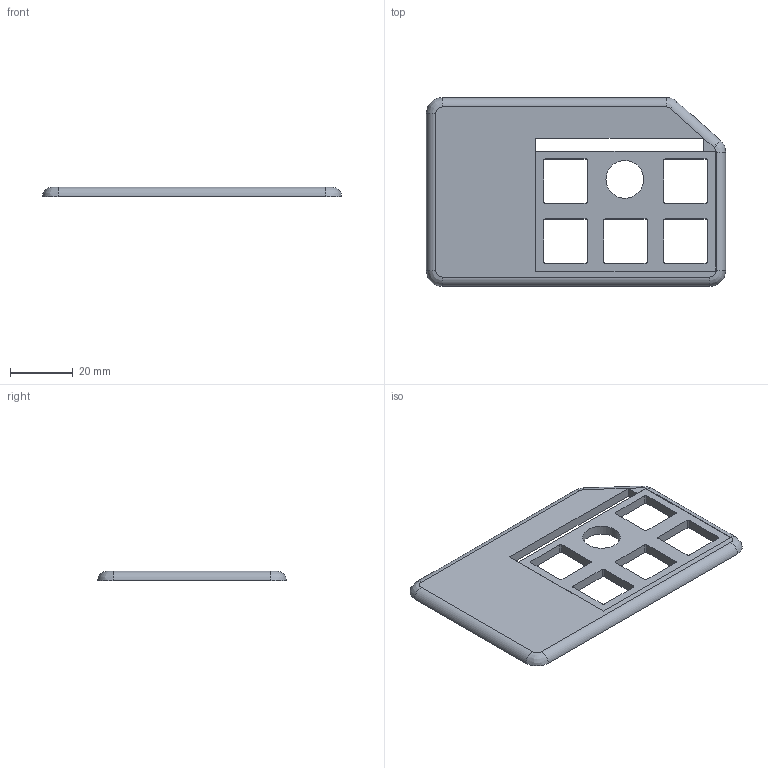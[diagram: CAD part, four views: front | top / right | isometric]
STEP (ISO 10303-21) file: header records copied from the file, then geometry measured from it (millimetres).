
FILE_DESCRIPTION(/* description */ (''),/* implementation_level */ '2;1');
FILE_NAME(/* name */ 'top_musicpad(1).step',/* time_stamp */ '2025-07-04T16:29:26+02:00',/* author */ (''),/* organization */ (''),/* preprocessor_version */ 'ST-DEVELOPER v20.1',/* originating_system */ 'Autodesk Translation Framework v14.10.0.0',/* authorisation */ '');
FILE_SCHEMA (('AUTOMOTIVE_DESIGN { 1 0 10303 214 3 1 1 }'));
Length unit declared in the file: millimetre
Products named in the file (2): musicpad; plate_musicpad
Assembly tree (1 placements, depth 2):
  musicpad
    plate_musicpad
Bounding box: 95 x 60 x 3 mm (x, y, z)
Volume: 12190.2 mm3; surface area: 11106.6 mm2
Topology: 2 solids, 2 shells, 68 faces, 192 edges, 128 vertices
Faces by surface type: plane 37, cylinder 26, bspline 5
Full cylindrical faces by diameter (mm): 12 x1
Entity records: 2326 total; most frequent: CARTESIAN_POINT 431, DIRECTION 388, ORIENTED_EDGE 384, EDGE_CURVE 192, AXIS2_PLACEMENT_3D 130, LINE 128, VECTOR 128, VERTEX_POINT 128
